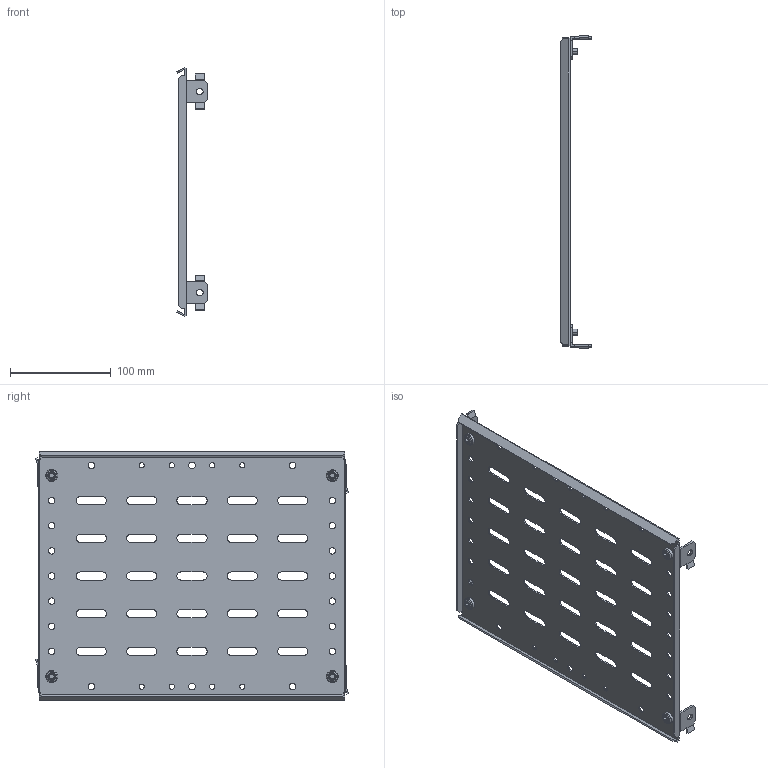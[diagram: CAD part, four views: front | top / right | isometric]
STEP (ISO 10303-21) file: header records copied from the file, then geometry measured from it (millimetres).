
FILE_DESCRIPTION (( 'STEP AP203' ), '1' );
FILE_NAME ('FO-00-SWF-025-040 FORMAT Ïåðåãîðîäêà ñåêöèîíèðîâàíèÿ çàäíÿÿ 250õ400 IEK.STEP', '2024-07-04T09:21:38', ( '' ), ( '' ), 'SwSTEP 2.0', 'SolidWorks 2022', '' );
FILE_SCHEMA (( 'CONFIG_CONTROL_DESIGN' ));
Length unit declared in the file: millimetre
Products named in the file (1): FO-00-SWF-025-040 FORMAT Перегородка секционирования задняя 250х400 IEK
Bounding box: 30.52 x 311.5 x 247.66 mm (x, y, z)
Volume: 125631.1 mm3; surface area: 170530.8 mm2
Topology: 9 solids, 9 shells, 473 faces, 1309 edges, 862 vertices
Faces by surface type: cylinder 231, plane 210, cone 16, torus 16
Entity records: 15558 total; most frequent: DIRECTION 2767, CARTESIAN_POINT 2645, ORIENTED_EDGE 2618, EDGE_CURVE 1309, AXIS2_PLACEMENT_3D 984, VERTEX_POINT 862, VECTOR 799, LINE 799
